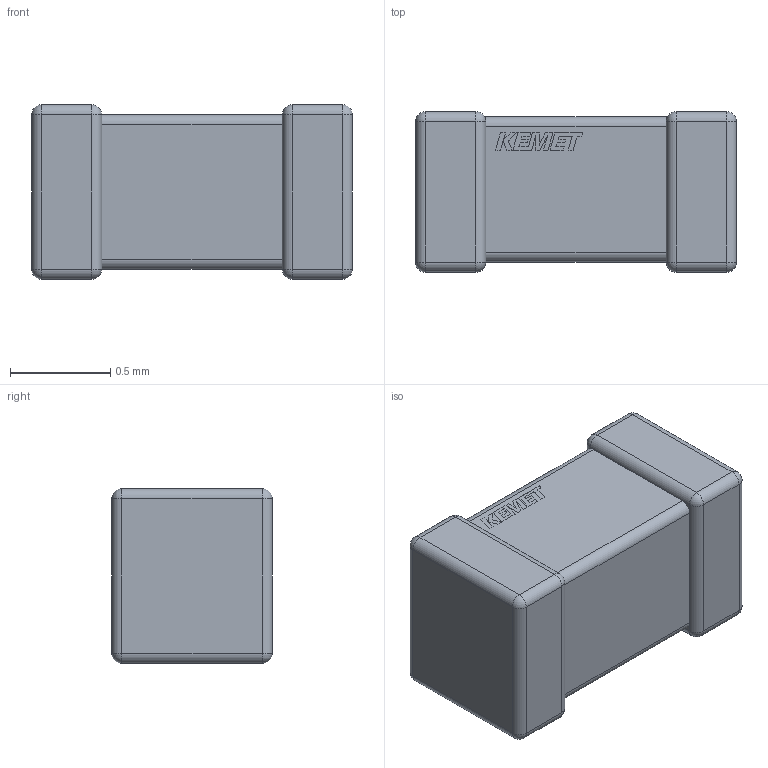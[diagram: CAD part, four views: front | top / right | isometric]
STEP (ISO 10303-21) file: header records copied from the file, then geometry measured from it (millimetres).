
FILE_DESCRIPTION(('FreeCAD Model'),'2;1');
FILE_NAME('C0603C100D5GACAUTO.step' ,'2019-06-11T23:01:15',('Author'),(''), 'Open CASCADE STEP processor 7.2','FreeCAD','Unknown');
FILE_SCHEMA(('AUTOMOTIVE_DESIGN { 1 0 10303 214 1 1 1 1 }'));
Length unit declared in the file: millimetre
Products named in the file (3): LOGO; BODY; PINS
Bounding box: 1.6 x 0.8 x 0.87 mm (x, y, z)
Volume: 1 mm3; surface area: 8.5 mm2
Topology: 6 solids, 6 shells, 183 faces, 1171 edges, 3054 vertices
Faces by surface type: bspline 121, cylinder 28, plane 18, sphere 16
Entity records: 20606 total; most frequent: CARTESIAN_POINT 9395, B_SPLINE_CURVE_WITH_KNOTS 1789, ORIENTED_EDGE 930, PCURVE 930, DEFINITIONAL_REPRESENTATION 930, GEOMETRIC_CURVE_SET 691, TRIMMED_CURVE 690, DIRECTION 474
